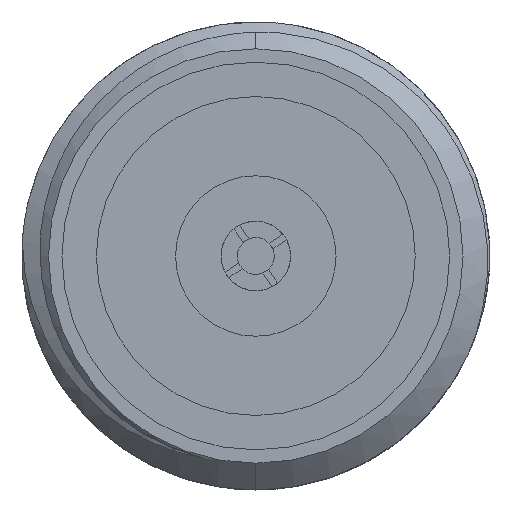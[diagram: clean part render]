
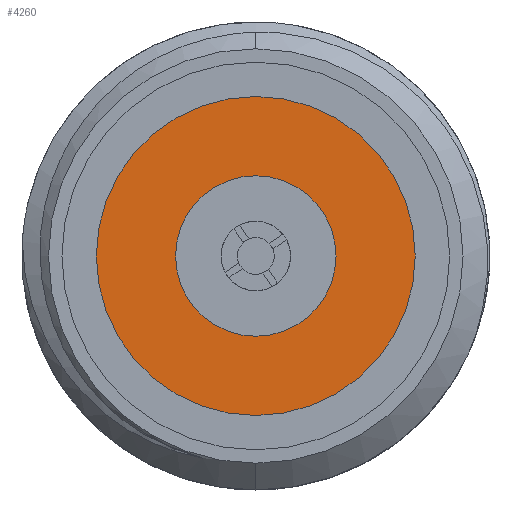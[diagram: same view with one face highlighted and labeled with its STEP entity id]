
A CAD part, front view. The second image highlights one B-rep face of the part: STEP entity #4260.
In plain terms, the highlighted planar face has unit normal (0, -1, 0).
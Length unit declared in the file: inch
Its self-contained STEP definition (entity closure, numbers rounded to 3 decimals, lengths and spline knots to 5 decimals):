
#82 = DIRECTION ( 'NONE',  ( 0., -1., 0. ) ) ;
#161 = VERTEX_POINT ( 'NONE', #3702 ) ;
#329 = FACE_OUTER_BOUND ( 'NONE', #460, .T. ) ;
#393 = CARTESIAN_POINT ( 'NONE',  ( 0., 0.12205, 0. ) ) ;
#395 = CIRCLE ( 'NONE', #1623, 0.04724 ) ;
#422 = EDGE_CURVE ( 'NONE', #2637, #4654, #964, .T. ) ;
#436 = DIRECTION ( 'NONE',  ( 0., 0., -1. ) ) ;
#460 = EDGE_LOOP ( 'NONE', ( #1182, #5016 ) ) ;
#503 = DIRECTION ( 'NONE',  ( 0., 0., -1. ) ) ;
#710 = EDGE_LOOP ( 'NONE', ( #3851, #3233 ) ) ;
#933 = CARTESIAN_POINT ( 'NONE',  ( 0., 0.12205, 0. ) ) ;
#964 = CIRCLE ( 'NONE', #4680, 0.0939 ) ;
#1037 = CARTESIAN_POINT ( 'NONE',  ( 0., 0.12205, -0.04724 ) ) ;
#1086 = EDGE_CURVE ( 'NONE', #4654, #2637, #1759, .T. ) ;
#1182 = ORIENTED_EDGE ( 'NONE', *, *, #1086, .T. ) ;
#1267 = CARTESIAN_POINT ( 'NONE',  ( 0., 0.12205, 0.0939 ) ) ;
#1390 = CARTESIAN_POINT ( 'NONE',  ( 0., 0.12205, -0.0939 ) ) ;
#1576 = AXIS2_PLACEMENT_3D ( 'NONE', #2026, #82, #2820 ) ;
#1623 = AXIS2_PLACEMENT_3D ( 'NONE', #3419, #1904, #4980 ) ;
#1687 = VERTEX_POINT ( 'NONE', #1037 ) ;
#1759 = CIRCLE ( 'NONE', #3593, 0.0939 ) ;
#1904 = DIRECTION ( 'NONE',  ( 0., -1., 0. ) ) ;
#2026 = CARTESIAN_POINT ( 'NONE',  ( 0., 0.12205, 0. ) ) ;
#2629 = DIRECTION ( 'NONE',  ( 0., 0., -1. ) ) ;
#2637 = VERTEX_POINT ( 'NONE', #1267 ) ;
#2820 = DIRECTION ( 'NONE',  ( 0., 0., -1. ) ) ;
#3086 = CARTESIAN_POINT ( 'NONE',  ( 0., 0.12205, 0. ) ) ;
#3233 = ORIENTED_EDGE ( 'NONE', *, *, #3774, .F. ) ;
#3419 = CARTESIAN_POINT ( 'NONE',  ( 0., 0.12205, 0. ) ) ;
#3571 = AXIS2_PLACEMENT_3D ( 'NONE', #393, #4960, #2629 ) ;
#3593 = AXIS2_PLACEMENT_3D ( 'NONE', #933, #4036, #503 ) ;
#3702 = CARTESIAN_POINT ( 'NONE',  ( 0., 0.12205, 0.04724 ) ) ;
#3748 = CIRCLE ( 'NONE', #1576, 0.04724 ) ;
#3774 = EDGE_CURVE ( 'NONE', #161, #1687, #3748, .T. ) ;
#3851 = ORIENTED_EDGE ( 'NONE', *, *, #4731, .F. ) ;
#3865 = PLANE ( 'NONE',  #3571 ) ;
#4036 = DIRECTION ( 'NONE',  ( 0., -1., 0. ) ) ;
#4260 = ADVANCED_FACE ( 'NONE', ( #4569, #329 ), #3865, .T. ) ;
#4569 = FACE_BOUND ( 'NONE', #710, .T. ) ;
#4608 = DIRECTION ( 'NONE',  ( 0., -1., 0. ) ) ;
#4654 = VERTEX_POINT ( 'NONE', #1390 ) ;
#4680 = AXIS2_PLACEMENT_3D ( 'NONE', #3086, #4608, #436 ) ;
#4731 = EDGE_CURVE ( 'NONE', #1687, #161, #395, .T. ) ;
#4960 = DIRECTION ( 'NONE',  ( 0., -1., 0. ) ) ;
#4980 = DIRECTION ( 'NONE',  ( 0., 0., -1. ) ) ;
#5016 = ORIENTED_EDGE ( 'NONE', *, *, #422, .T. ) ;
